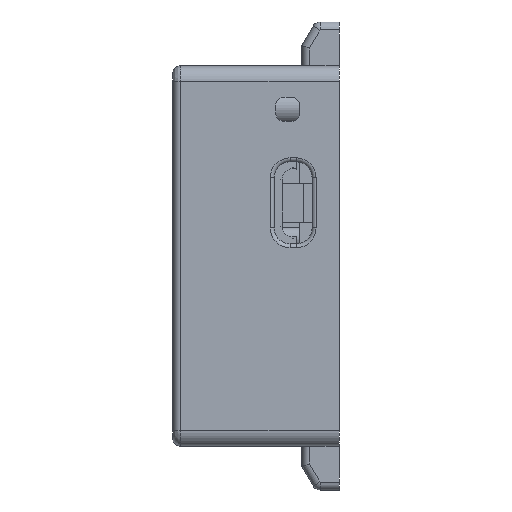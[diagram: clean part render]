
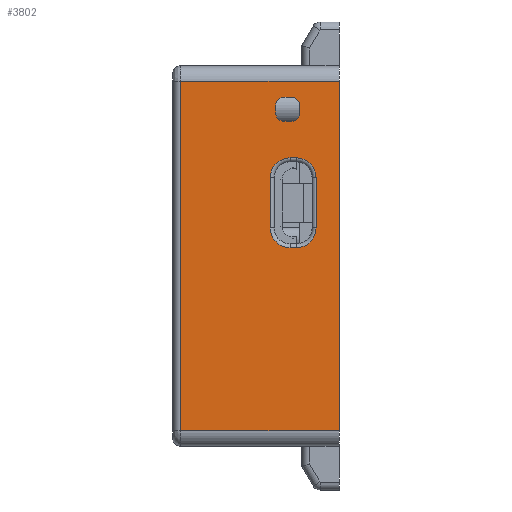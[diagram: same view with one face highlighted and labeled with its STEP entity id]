
A CAD part, left-side view. The second image highlights one B-rep face of the part: STEP entity #3802.
In plain terms, the highlighted planar face has unit normal (-1, 0, 0).
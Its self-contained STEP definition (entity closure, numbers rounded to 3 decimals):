
#111=FACE_BOUND('',#1367,.T.);
#112=FACE_BOUND('',#1368,.T.);
#210=LINE('',#5722,#622);
#211=LINE('',#5733,#623);
#213=LINE('',#5745,#625);
#215=LINE('',#5757,#627);
#224=LINE('',#5783,#636);
#225=LINE('',#5785,#637);
#226=LINE('',#5787,#638);
#227=LINE('',#5788,#639);
#228=LINE('',#5791,#640);
#229=LINE('',#5795,#641);
#230=LINE('',#5799,#642);
#231=LINE('',#5803,#643);
#622=VECTOR('',#4580,10.);
#623=VECTOR('',#4593,10.);
#625=VECTOR('',#4607,10.);
#627=VECTOR('',#4621,10.);
#636=VECTOR('',#4650,10.);
#637=VECTOR('',#4651,10.);
#638=VECTOR('',#4652,10.);
#639=VECTOR('',#4653,10.);
#640=VECTOR('',#4654,10.);
#641=VECTOR('',#4657,10.);
#642=VECTOR('',#4660,10.);
#643=VECTOR('',#4663,10.);
#981=PLANE('',#4082);
#1138=FACE_OUTER_BOUND('',#1366,.T.);
#1366=EDGE_LOOP('',(#2886,#2887,#2888,#2889));
#1367=EDGE_LOOP('',(#2890,#2891,#2892,#2893,#2894,#2895,#2896,#2897));
#1368=EDGE_LOOP('',(#2898,#2899,#2900,#2901,#2902,#2903,#2904,#2905));
#1576=CIRCLE('',#4057,2.5);
#1580=CIRCLE('',#4063,2.5);
#1584=CIRCLE('',#4069,2.5);
#1587=CIRCLE('',#4074,2.5);
#1591=CIRCLE('',#4083,1.);
#1592=CIRCLE('',#4084,1.);
#1593=CIRCLE('',#4085,1.);
#1594=CIRCLE('',#4086,1.);
#1764=VERTEX_POINT('',#5715);
#1767=VERTEX_POINT('',#5720);
#1769=VERTEX_POINT('',#5725);
#1771=VERTEX_POINT('',#5731);
#1773=VERTEX_POINT('',#5737);
#1775=VERTEX_POINT('',#5743);
#1777=VERTEX_POINT('',#5749);
#1779=VERTEX_POINT('',#5755);
#1785=VERTEX_POINT('',#5781);
#1786=VERTEX_POINT('',#5782);
#1787=VERTEX_POINT('',#5784);
#1788=VERTEX_POINT('',#5786);
#1789=VERTEX_POINT('',#5789);
#1790=VERTEX_POINT('',#5790);
#1791=VERTEX_POINT('',#5792);
#1792=VERTEX_POINT('',#5794);
#1793=VERTEX_POINT('',#5796);
#1794=VERTEX_POINT('',#5798);
#1795=VERTEX_POINT('',#5800);
#1796=VERTEX_POINT('',#5802);
#2164=EDGE_CURVE('',#1767,#1764,#210,.T.);
#2166=EDGE_CURVE('',#1769,#1767,#1576,.T.);
#2169=EDGE_CURVE('',#1771,#1769,#211,.T.);
#2172=EDGE_CURVE('',#1773,#1771,#1580,.T.);
#2175=EDGE_CURVE('',#1775,#1773,#213,.T.);
#2178=EDGE_CURVE('',#1777,#1775,#1584,.T.);
#2181=EDGE_CURVE('',#1779,#1777,#215,.T.);
#2183=EDGE_CURVE('',#1764,#1779,#1587,.T.);
#2194=EDGE_CURVE('',#1785,#1786,#224,.T.);
#2195=EDGE_CURVE('',#1787,#1785,#225,.T.);
#2196=EDGE_CURVE('',#1788,#1787,#226,.T.);
#2197=EDGE_CURVE('',#1788,#1786,#227,.T.);
#2198=EDGE_CURVE('',#1789,#1790,#228,.T.);
#2199=EDGE_CURVE('',#1790,#1791,#1591,.T.);
#2200=EDGE_CURVE('',#1791,#1792,#229,.T.);
#2201=EDGE_CURVE('',#1792,#1793,#1592,.T.);
#2202=EDGE_CURVE('',#1793,#1794,#230,.T.);
#2203=EDGE_CURVE('',#1794,#1795,#1593,.T.);
#2204=EDGE_CURVE('',#1795,#1796,#231,.T.);
#2205=EDGE_CURVE('',#1796,#1789,#1594,.T.);
#2886=ORIENTED_EDGE('',*,*,#2194,.F.);
#2887=ORIENTED_EDGE('',*,*,#2195,.F.);
#2888=ORIENTED_EDGE('',*,*,#2196,.F.);
#2889=ORIENTED_EDGE('',*,*,#2197,.T.);
#2890=ORIENTED_EDGE('',*,*,#2198,.T.);
#2891=ORIENTED_EDGE('',*,*,#2199,.T.);
#2892=ORIENTED_EDGE('',*,*,#2200,.T.);
#2893=ORIENTED_EDGE('',*,*,#2201,.T.);
#2894=ORIENTED_EDGE('',*,*,#2202,.T.);
#2895=ORIENTED_EDGE('',*,*,#2203,.T.);
#2896=ORIENTED_EDGE('',*,*,#2204,.T.);
#2897=ORIENTED_EDGE('',*,*,#2205,.T.);
#2898=ORIENTED_EDGE('',*,*,#2164,.F.);
#2899=ORIENTED_EDGE('',*,*,#2166,.F.);
#2900=ORIENTED_EDGE('',*,*,#2169,.F.);
#2901=ORIENTED_EDGE('',*,*,#2172,.F.);
#2902=ORIENTED_EDGE('',*,*,#2175,.F.);
#2903=ORIENTED_EDGE('',*,*,#2178,.F.);
#2904=ORIENTED_EDGE('',*,*,#2181,.F.);
#2905=ORIENTED_EDGE('',*,*,#2183,.F.);
#3802=ADVANCED_FACE('',(#1138,#111,#112),#981,.T.);
#4057=AXIS2_PLACEMENT_3D('',#5727,#4585,#4586);
#4063=AXIS2_PLACEMENT_3D('',#5739,#4599,#4600);
#4069=AXIS2_PLACEMENT_3D('',#5751,#4613,#4614);
#4074=AXIS2_PLACEMENT_3D('',#5760,#4625,#4626);
#4082=AXIS2_PLACEMENT_3D('',#5780,#4648,#4649);
#4083=AXIS2_PLACEMENT_3D('',#5793,#4655,#4656);
#4084=AXIS2_PLACEMENT_3D('',#5797,#4658,#4659);
#4085=AXIS2_PLACEMENT_3D('',#5801,#4661,#4662);
#4086=AXIS2_PLACEMENT_3D('',#5804,#4664,#4665);
#4580=DIRECTION('',(0.,-1.,0.));
#4585=DIRECTION('center_axis',(-1.,0.,0.));
#4586=DIRECTION('ref_axis',(0.,0.707,-0.707));
#4593=DIRECTION('',(0.,0.,-1.));
#4599=DIRECTION('center_axis',(-1.,0.,0.));
#4600=DIRECTION('ref_axis',(0.,0.707,0.707));
#4607=DIRECTION('',(0.,1.,0.));
#4613=DIRECTION('center_axis',(-1.,0.,0.));
#4614=DIRECTION('ref_axis',(0.,-0.707,0.707));
#4621=DIRECTION('',(0.,0.,1.));
#4625=DIRECTION('center_axis',(-1.,0.,0.));
#4626=DIRECTION('ref_axis',(0.,-0.707,-0.707));
#4648=DIRECTION('center_axis',(-1.,0.,0.));
#4649=DIRECTION('ref_axis',(0.,0.,1.));
#4650=DIRECTION('',(0.,0.,1.));
#4651=DIRECTION('',(0.,1.,0.));
#4652=DIRECTION('',(0.,0.,-1.));
#4653=DIRECTION('',(0.,1.,0.));
#4654=DIRECTION('',(0.,-1.,0.));
#4655=DIRECTION('center_axis',(1.,0.,0.));
#4656=DIRECTION('ref_axis',(0.,0.,1.));
#4657=DIRECTION('',(0.,0.,-1.));
#4658=DIRECTION('center_axis',(1.,0.,0.));
#4659=DIRECTION('ref_axis',(0.,-1.,0.));
#4660=DIRECTION('',(0.,1.,0.));
#4661=DIRECTION('center_axis',(1.,0.,0.));
#4662=DIRECTION('ref_axis',(0.,0.,-1.));
#4663=DIRECTION('',(0.,0.,1.));
#4664=DIRECTION('center_axis',(1.,0.,0.));
#4665=DIRECTION('ref_axis',(0.,1.,0.));
#5715=CARTESIAN_POINT('',(0.,5.435,25.03));
#5720=CARTESIAN_POINT('',(0.,6.205,25.03));
#5722=CARTESIAN_POINT('',(0.,2.718,25.03));
#5725=CARTESIAN_POINT('',(0.,8.705,27.53));
#5727=CARTESIAN_POINT('Origin',(0.,6.205,27.53));
#5731=CARTESIAN_POINT('',(0.,8.705,33.87));
#5733=CARTESIAN_POINT('',(0.,8.705,14.765));
#5737=CARTESIAN_POINT('',(0.,6.205,36.37));
#5739=CARTESIAN_POINT('Origin',(0.,6.205,33.87));
#5743=CARTESIAN_POINT('',(0.,5.435,36.37));
#5745=CARTESIAN_POINT('',(0.,3.103,36.37));
#5749=CARTESIAN_POINT('',(0.,2.935,33.87));
#5751=CARTESIAN_POINT('Origin',(0.,5.435,33.87));
#5755=CARTESIAN_POINT('',(0.,2.935,27.53));
#5757=CARTESIAN_POINT('',(0.,2.935,17.935));
#5760=CARTESIAN_POINT('Origin',(0.,5.435,27.53));
#5780=CARTESIAN_POINT('Origin',(0.,0.,2.));
#5781=CARTESIAN_POINT('',(0.,20.,2.));
#5782=CARTESIAN_POINT('',(0.,20.,46.));
#5783=CARTESIAN_POINT('',(0.,20.,13.));
#5784=CARTESIAN_POINT('',(0.,0.,2.));
#5785=CARTESIAN_POINT('',(0.,0.,2.));
#5786=CARTESIAN_POINT('',(0.,0.,46.));
#5787=CARTESIAN_POINT('',(0.,0.,46.));
#5788=CARTESIAN_POINT('',(0.,0.,46.));
#5789=CARTESIAN_POINT('',(0.,7.,44.));
#5790=CARTESIAN_POINT('',(0.,6.,44.));
#5791=CARTESIAN_POINT('',(0.,3.5,44.));
#5792=CARTESIAN_POINT('',(0.,5.,43.));
#5793=CARTESIAN_POINT('Origin',(0.,6.,43.));
#5794=CARTESIAN_POINT('',(0.,5.,42.));
#5795=CARTESIAN_POINT('',(0.,5.,22.5));
#5796=CARTESIAN_POINT('',(0.,6.,41.));
#5797=CARTESIAN_POINT('Origin',(0.,6.,42.));
#5798=CARTESIAN_POINT('',(0.,7.,41.));
#5799=CARTESIAN_POINT('',(0.,3.,41.));
#5800=CARTESIAN_POINT('',(0.,8.,42.));
#5801=CARTESIAN_POINT('Origin',(0.,7.,42.));
#5802=CARTESIAN_POINT('',(0.,8.,43.));
#5803=CARTESIAN_POINT('',(0.,8.,22.));
#5804=CARTESIAN_POINT('Origin',(0.,7.,43.));
